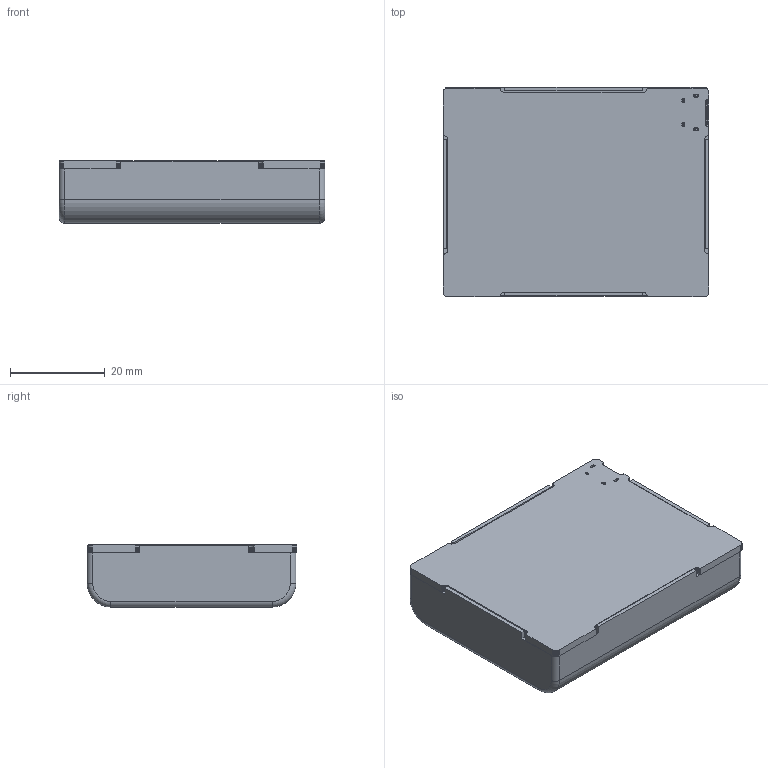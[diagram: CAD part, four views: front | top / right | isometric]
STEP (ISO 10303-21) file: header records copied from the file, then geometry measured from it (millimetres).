
FILE_DESCRIPTION(/* description */ (''),/* implementation_level */ '2;1');
FILE_NAME(/* name */ 'cphp82001_case_led.step',/* time_stamp */ '2024-09-24T20:13:01+10:00',/* author */ (''),/* organization */ (''),/* preprocessor_version */ 'ST-DEVELOPER v20',/* originating_system */ 'Autodesk Translation Framework v13.20.0.188',/* authorisation */ '');
FILE_SCHEMA (('AUTOMOTIVE_DESIGN { 1 0 10303 214 3 1 1 }'));
Products named in the file (46): hp35_batteryholder; hp35battery_rev3; SOT-23; SOT-23-5; D_SMA (1); D_SMA; C_0805_2012Metric (1); LED_0805_2012Metric (1); LED_0805_2012Metric; SOT-23-5_1; C_0805_2012Metric (1)_1; C_0805_2012Metric (1)_2; SOT-23-6; 10118194-0001LF (1); 10118194-0001LF; R_0805_2012Metric (1); R_0805_2012Metric (1)_1; R_0805_2012Metric (1)_2; SOT-23-6_1; C_0805_2012Metric (1)_3; R_0603_1608Metric (1); SOT-23_1; SOT_23; R_0603_1608Metric (1)_1; R_0603_1608Metric; SOT-23-5_2; SOT-23-6_2; SOT_23_6; C_0805_2012Metric (1)_4; R_0805_2012Metric (1)_3; R_0805_2012Metric (1)_4; BM03B-SRSS-TB (1); BM03B-SRSS-TB; SHR-03V-S-B (1); SHR-03V-S-B; R_0805_2012Metric (1)_5; SOT-23-5_3; SOT_23_5; R_0805_2012Metric (1)_6; D_SOD-123 ...
Assembly tree (64 placements, depth 4):
  hp35_batteryholder
    hp35battery_rev3
      SOT-23
        SOT_23
      SOT-23-5
        SOT_23_5
      D_SMA (1)
        D_SMA
      C_0805_2012Metric (1)
        C_0805_2012Metric
      LED_0805_2012Metric (1)
        LED_0805_2012Metric
      SOT-23-5_1
        SOT_23_5
      C_0805_2012Metric (1)_1
        C_0805_2012Metric
      C_0805_2012Metric (1)_2
        C_0805_2012Metric
      SOT-23-6
        SOT_23_6
      10118194-0001LF (1)
        10118194-0001LF
      R_0805_2012Metric (1)
        R_0805_2012Metric
      R_0805_2012Metric (1)_1
        R_0805_2012Metric
      R_0805_2012Metric (1)_2
        R_0805_2012Metric
      SOT-23-6_1
        SOT_23_6
      C_0805_2012Metric (1)_3
        C_0805_2012Metric
      R_0603_1608Metric (1)
        R_0603_1608Metric
      SOT-23_1
        SOT_23
      R_0603_1608Metric (1)_1
        R_0603_1608Metric
      SOT-23-5_2
        SOT_23_5
      SOT-23-6_2
        SOT_23_6
      C_0805_2012Metric (1)_4
        C_0805_2012Metric
      R_0805_2012Metric (1)_3
        R_0805_2012Metric
      R_0805_2012Metric (1)_4
        R_0805_2012Metric
      BM03B-SRSS-TB (1)
        BM03B-SRSS-TB
      SHR-03V-S-B (1)
        SHR-03V-S-B
      R_0805_2012Metric (1)_5
        R_0805_2012Metric
      SOT-23-5_3
        SOT_23_5
      R_0805_2012Metric (1)_6
        R_0805_2012Metric
      D_SOD-123
        D_SOD_123
Bounding box: 56.02 x 44.2 x 13.1 mm (x, y, z)
Volume: 9538.7 mm3; surface area: 15682.9 mm2
Topology: 57 solids, 58 shells, 2948 faces, 7764 edges, 4955 vertices
Faces by surface type: plane 2244, cylinder 658, bspline 20, torus 10, cone 8, sphere 8
Entity records: 64930 total; most frequent: CARTESIAN_POINT 14037, ORIENTED_EDGE 10424, DIRECTION 10019, EDGE_CURVE 5212, LINE 4273, VECTOR 4273, VERTEX_POINT 3355, AXIS2_PLACEMENT_3D 2873
